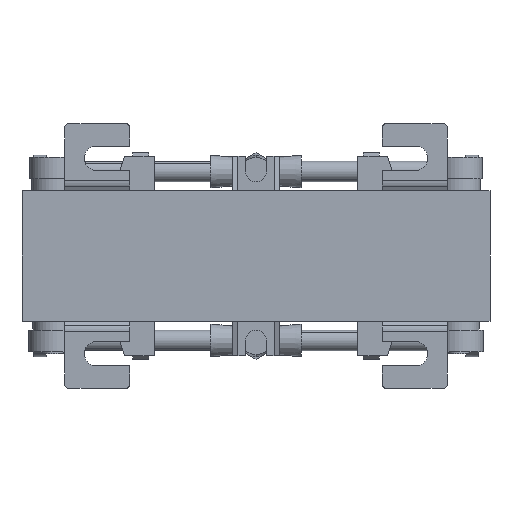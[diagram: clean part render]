
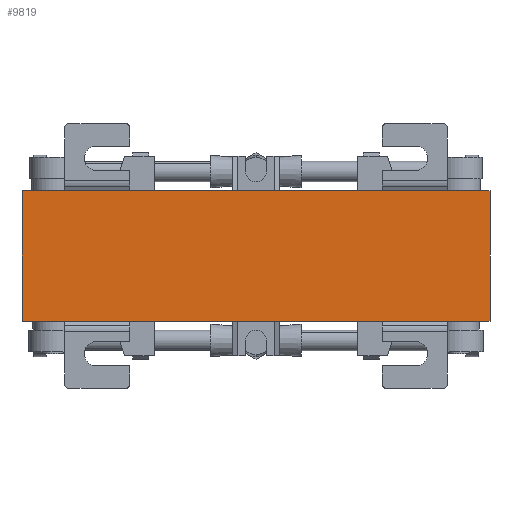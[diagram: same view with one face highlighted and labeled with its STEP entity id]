
A CAD part, front view. The second image highlights one B-rep face of the part: STEP entity #9819.
In plain terms, the highlighted planar face has unit normal (0, -1, 0).
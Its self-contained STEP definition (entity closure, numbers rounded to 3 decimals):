
#253 = DIRECTION ( 'NONE',  ( -1., 0., 0. ) ) ;
#1042 = VECTOR ( 'NONE', #27296, 1000. ) ;
#1437 = EDGE_LOOP ( 'NONE', ( #11621, #27616, #11241, #26876 ) ) ;
#3241 = CARTESIAN_POINT ( 'NONE',  ( -57.5, 0., 16. ) ) ;
#3242 = VERTEX_POINT ( 'NONE', #12443 ) ;
#3913 = CARTESIAN_POINT ( 'NONE',  ( 57.5, 0., 16. ) ) ;
#4889 = VECTOR ( 'NONE', #253, 1000. ) ;
#6338 = PLANE ( 'NONE',  #10917 ) ;
#7071 = FACE_OUTER_BOUND ( 'NONE', #1437, .T. ) ;
#7513 = LINE ( 'NONE', #7774, #1042 ) ;
#7774 = CARTESIAN_POINT ( 'NONE',  ( 57.5, 0., 16. ) ) ;
#9819 = ADVANCED_FACE ( 'NONE', ( #7071 ), #6338, .F. ) ;
#10319 = CARTESIAN_POINT ( 'NONE',  ( -57.5, 0., 16. ) ) ;
#10917 = AXIS2_PLACEMENT_3D ( 'NONE', #3913, #25950, #11270 ) ;
#11241 = ORIENTED_EDGE ( 'NONE', *, *, #21276, .F. ) ;
#11270 = DIRECTION ( 'NONE',  ( 0., 0., 1. ) ) ;
#11621 = ORIENTED_EDGE ( 'NONE', *, *, #21281, .T. ) ;
#12443 = CARTESIAN_POINT ( 'NONE',  ( 57.5, 0., 16. ) ) ;
#12931 = VERTEX_POINT ( 'NONE', #23520 ) ;
#17185 = LINE ( 'NONE', #17393, #4889 ) ;
#17231 = VERTEX_POINT ( 'NONE', #31165 ) ;
#17393 = CARTESIAN_POINT ( 'NONE',  ( 57.5, 0., -16. ) ) ;
#20420 = EDGE_CURVE ( 'NONE', #3242, #20893, #26346, .T. ) ;
#20606 = VECTOR ( 'NONE', #27390, 1000. ) ;
#20733 = EDGE_CURVE ( 'NONE', #12931, #17231, #17185, .T. ) ;
#20893 = VERTEX_POINT ( 'NONE', #3241 ) ;
#21276 = EDGE_CURVE ( 'NONE', #3242, #12931, #7513, .T. ) ;
#21281 = EDGE_CURVE ( 'NONE', #20893, #17231, #25551, .T. ) ;
#23520 = CARTESIAN_POINT ( 'NONE',  ( 57.5, 0., -16. ) ) ;
#25551 = LINE ( 'NONE', #10319, #20606 ) ;
#25950 = DIRECTION ( 'NONE',  ( 0., 1., 0. ) ) ;
#26346 = LINE ( 'NONE', #30526, #31087 ) ;
#26876 = ORIENTED_EDGE ( 'NONE', *, *, #20420, .T. ) ;
#27296 = DIRECTION ( 'NONE',  ( 0., 0., -1. ) ) ;
#27390 = DIRECTION ( 'NONE',  ( 0., 0., -1. ) ) ;
#27616 = ORIENTED_EDGE ( 'NONE', *, *, #20733, .F. ) ;
#30526 = CARTESIAN_POINT ( 'NONE',  ( 57.5, 0., 16. ) ) ;
#30630 = DIRECTION ( 'NONE',  ( -1., 0., 0. ) ) ;
#31087 = VECTOR ( 'NONE', #30630, 1000. ) ;
#31165 = CARTESIAN_POINT ( 'NONE',  ( -57.5, 0., -16. ) ) ;
